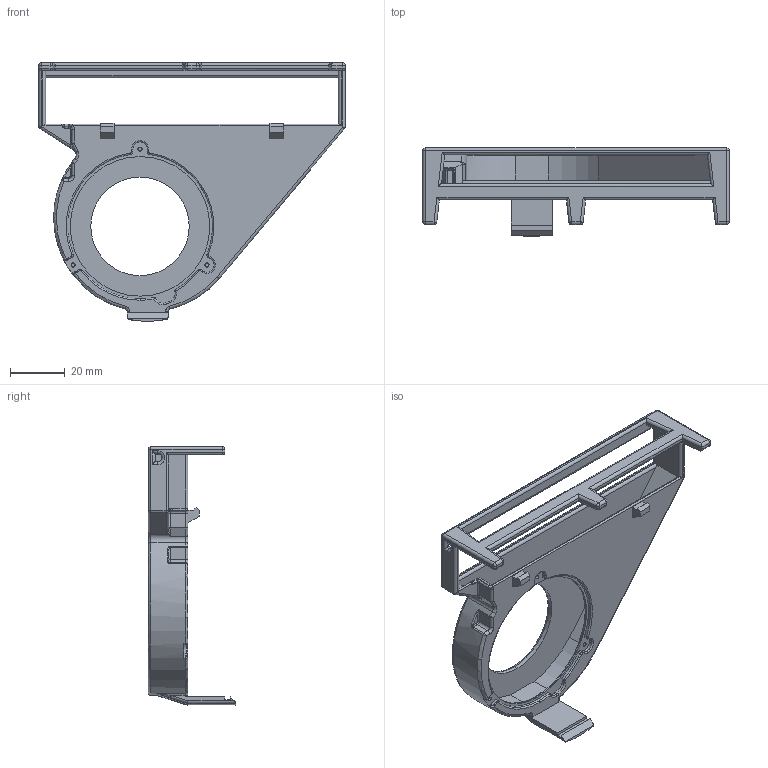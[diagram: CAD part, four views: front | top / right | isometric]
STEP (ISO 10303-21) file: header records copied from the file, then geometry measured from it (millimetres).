
FILE_DESCRIPTION (( 'STEP AP214' ), '1' );
FILE_NAME ('涡流风扇 - 副本3SLDPRT - 副本.STEP', '2021-12-13T14:34:35', ( '' ), ( '' ), 'SwSTEP 2.0', 'SolidWorks 2021', '' );
FILE_SCHEMA (( 'AUTOMOTIVE_DESIGN' ));
Length unit declared in the file: millimetre
Products named in the file (1): 涡流风扇 - 副本3SLDPRT - 副本
Bounding box: 112 x 32 x 94.52 mm (x, y, z)
Volume: 27750.6 mm3; surface area: 24429.5 mm2
Topology: 1 solids, 1 shells, 307 faces, 777 edges, 450 vertices
Faces by surface type: cylinder 140, plane 84, torus 47, bspline 18, sphere 18
Entity records: 10200 total; most frequent: CARTESIAN_POINT 3003, DIRECTION 1538, ORIENTED_EDGE 1514, EDGE_CURVE 757, AXIS2_PLACEMENT_3D 586, VERTEX_POINT 450, LINE 366, VECTOR 366
